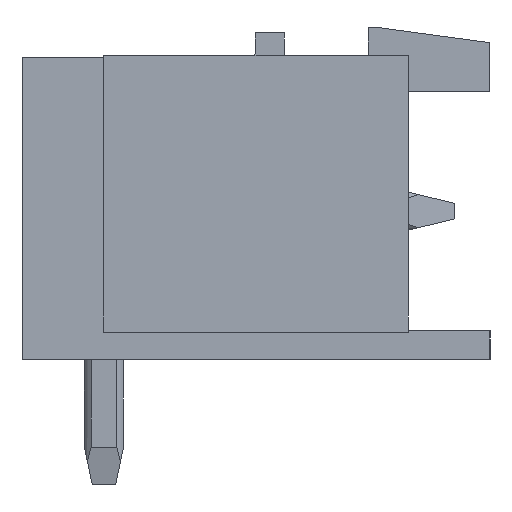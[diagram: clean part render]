
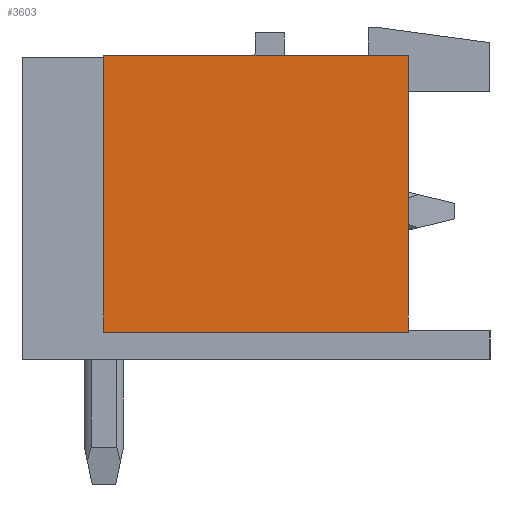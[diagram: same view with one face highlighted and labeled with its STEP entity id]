
A CAD part, left-side view. The second image highlights one B-rep face of the part: STEP entity #3603.
In plain terms, the highlighted planar face has unit normal (-1, 0, 0).
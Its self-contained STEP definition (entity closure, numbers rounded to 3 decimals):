
#3567=AXIS2_PLACEMENT_3D('Plane Axis2P3D',#3564,#3565,#3566) ;
#3564=CARTESIAN_POINT('Axis2P3D Location',(0.,2.1,0.)) ;
#3569=CARTESIAN_POINT('Line Origine',(0.,9.9,7.45)) ;
#3573=CARTESIAN_POINT('Vertex',(0.,9.9,3.9)) ;
#3575=CARTESIAN_POINT('Vertex',(0.,9.9,11.)) ;
#3578=CARTESIAN_POINT('Line Origine',(0.,6.,3.9)) ;
#3582=CARTESIAN_POINT('Vertex',(0.,2.1,3.9)) ;
#3585=CARTESIAN_POINT('Line Origine',(0.,2.1,7.45)) ;
#3589=CARTESIAN_POINT('Vertex',(0.,2.1,11.)) ;
#3592=CARTESIAN_POINT('Line Origine',(0.,6.,11.)) ;
#3565=DIRECTION('Axis2P3D Direction',(1.,0.,0.)) ;
#3566=DIRECTION('Axis2P3D XDirection',(0.,1.,0.)) ;
#3570=DIRECTION('Vector Direction',(0.,0.,1.)) ;
#3579=DIRECTION('Vector Direction',(0.,1.,0.)) ;
#3586=DIRECTION('Vector Direction',(0.,0.,1.)) ;
#3593=DIRECTION('Vector Direction',(0.,1.,0.)) ;
#3571=VECTOR('Line Direction',#3570,1.) ;
#3580=VECTOR('Line Direction',#3579,1.) ;
#3587=VECTOR('Line Direction',#3586,1.) ;
#3594=VECTOR('Line Direction',#3593,1.) ;
#3598=ORIENTED_EDGE('',*,*,#3577,.F.) ;
#3599=ORIENTED_EDGE('',*,*,#3584,.T.) ;
#3600=ORIENTED_EDGE('',*,*,#3591,.T.) ;
#3601=ORIENTED_EDGE('',*,*,#3596,.F.) ;
#3603=ADVANCED_FACE('Housing',(#3602),#3568,.F.) ;
#3577=EDGE_CURVE('',#3574,#3576,#3572,.T.) ;
#3584=EDGE_CURVE('',#3574,#3583,#3581,.F.) ;
#3591=EDGE_CURVE('',#3583,#3590,#3588,.T.) ;
#3596=EDGE_CURVE('',#3576,#3590,#3595,.F.) ;
#3597=EDGE_LOOP('',(#3598,#3599,#3600,#3601)) ;
#3602=FACE_OUTER_BOUND('',#3597,.T.) ;
#3572=LINE('Line',#3569,#3571) ;
#3581=LINE('Line',#3578,#3580) ;
#3588=LINE('Line',#3585,#3587) ;
#3595=LINE('Line',#3592,#3594) ;
#3568=PLANE('',#3567) ;
#3574=VERTEX_POINT('',#3573) ;
#3576=VERTEX_POINT('',#3575) ;
#3583=VERTEX_POINT('',#3582) ;
#3590=VERTEX_POINT('',#3589) ;
